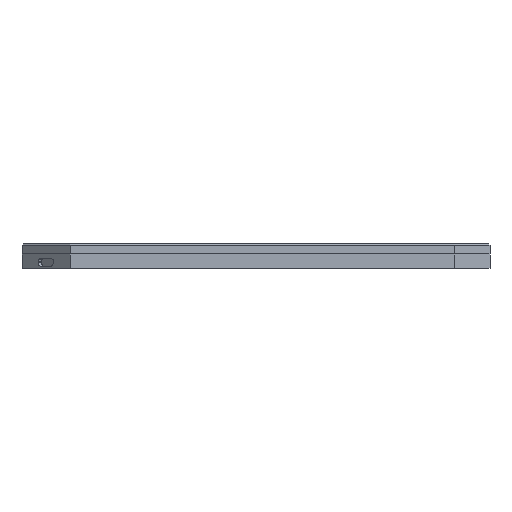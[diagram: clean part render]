
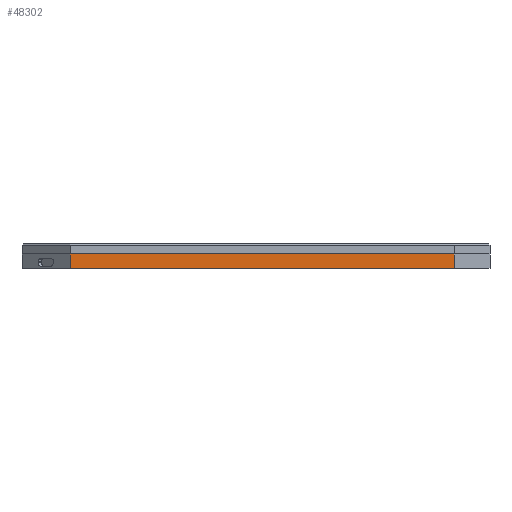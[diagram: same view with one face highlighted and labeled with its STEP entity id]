
A CAD part, left-side view. The second image highlights one B-rep face of the part: STEP entity #48302.
In plain terms, the highlighted planar face has unit normal (-1, 0, 0).
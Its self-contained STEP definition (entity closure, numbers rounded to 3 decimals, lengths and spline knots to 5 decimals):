
#4529=ORIENTED_EDGE('',*,*,#16753,.F.);
#4530=ORIENTED_EDGE('',*,*,#16754,.T.);
#4531=ORIENTED_EDGE('',*,*,#16752,.T.);
#4532=ORIENTED_EDGE('',*,*,#16755,.F.);
#16752=EDGE_CURVE('',#23164,#23165,#28400,.T.);
#16753=EDGE_CURVE('',#23166,#23167,#28401,.T.);
#16754=EDGE_CURVE('',#23166,#23164,#28402,.T.);
#16755=EDGE_CURVE('',#23167,#23165,#28403,.T.);
#23164=VERTEX_POINT('',#68726);
#23165=VERTEX_POINT('',#68728);
#23166=VERTEX_POINT('',#68732);
#23167=VERTEX_POINT('',#68733);
#28400=LINE('',#68729,#35047);
#28401=LINE('',#68731,#35048);
#28402=LINE('',#68734,#35049);
#28403=LINE('',#68735,#35050);
#35047=VECTOR('',#56167,1.);
#35048=VECTOR('',#56170,1.);
#35049=VECTOR('',#56171,1.);
#35050=VECTOR('',#56172,1.);
#40715=EDGE_LOOP('',(#4529,#4530,#4531,#4532));
#43513=FACE_BOUND('',#40715,.T.);
#46081=PLANE('',#50832);
#48302=ADVANCED_FACE('',(#43513),#46081,.T.);
#50832=AXIS2_PLACEMENT_3D('',#68730,#56168,#56169);
#56167=DIRECTION('',(0.,0.,-1.));
#56168=DIRECTION('',(-1.,0.,0.));
#56169=DIRECTION('',(0.,0.,1.));
#56170=DIRECTION('',(0.,0.,-1.));
#56171=DIRECTION('',(0.,1.,0.));
#56172=DIRECTION('',(0.,1.,0.));
#68726=CARTESIAN_POINT('',(-0.1097,0.08241,0.0064));
#68728=CARTESIAN_POINT('',(-0.1097,0.08241,0.));
#68729=CARTESIAN_POINT('',(-0.1097,0.08241,0.011));
#68730=CARTESIAN_POINT('',(-0.1097,-0.00212,0.011));
#68731=CARTESIAN_POINT('',(-0.1097,-0.08779,0.011));
#68732=CARTESIAN_POINT('',(-0.1097,-0.08779,0.0064));
#68733=CARTESIAN_POINT('',(-0.1097,-0.08779,0.));
#68734=CARTESIAN_POINT('',(-0.1097,-0.00212,0.0064));
#68735=CARTESIAN_POINT('',(-0.1097,-0.00212,0.));
